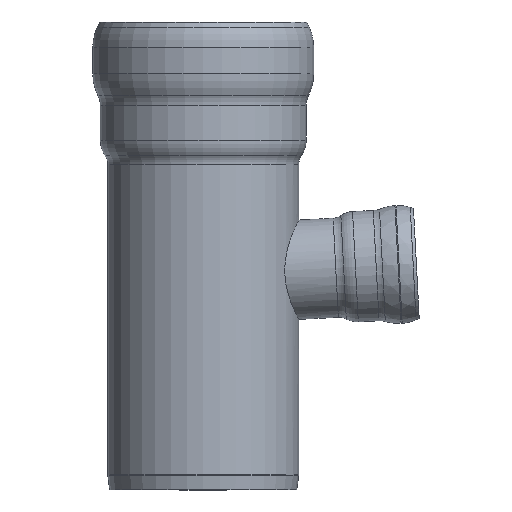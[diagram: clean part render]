
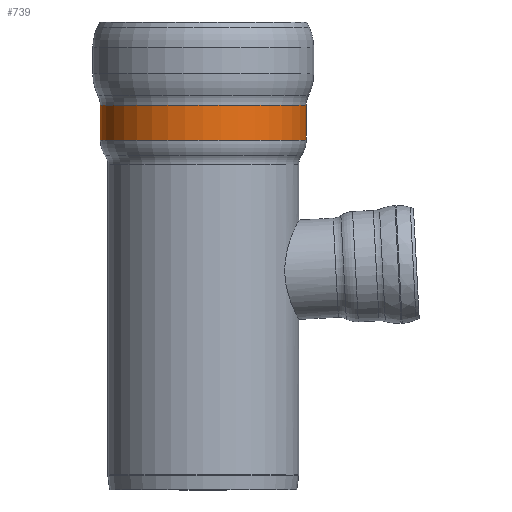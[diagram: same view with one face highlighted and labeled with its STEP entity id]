
A CAD part, front view. The second image highlights one B-rep face of the part: STEP entity #739.
In plain terms, the highlighted cylindrical face has radius 550 mm (diameter 1100 mm), a full revolution.
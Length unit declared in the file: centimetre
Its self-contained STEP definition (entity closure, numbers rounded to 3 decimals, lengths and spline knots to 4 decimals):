
#97=CIRCLE('',#884,55.);
#100=CIRCLE('',#887,55.);
#101=CIRCLE('',#889,55.);
#102=CIRCLE('',#890,55.);
#172=FACE_OUTER_BOUND('',#220,.T.);
#220=EDGE_LOOP('',(#571,#572,#573,#574,#575,#576));
#292=VERTEX_POINT('',#1996);
#293=VERTEX_POINT('',#1997);
#295=VERTEX_POINT('',#2004);
#296=VERTEX_POINT('',#2006);
#390=EDGE_CURVE('',#292,#293,#97,.T.);
#393=EDGE_CURVE('',#293,#292,#100,.T.);
#394=EDGE_CURVE('',#292,#295,#782,.T.);
#395=EDGE_CURVE('',#295,#296,#101,.T.);
#396=EDGE_CURVE('',#296,#295,#102,.T.);
#571=ORIENTED_EDGE('',*,*,#390,.F.);
#572=ORIENTED_EDGE('',*,*,#394,.T.);
#573=ORIENTED_EDGE('',*,*,#395,.T.);
#574=ORIENTED_EDGE('',*,*,#396,.T.);
#575=ORIENTED_EDGE('',*,*,#394,.F.);
#576=ORIENTED_EDGE('',*,*,#393,.F.);
#710=CYLINDRICAL_SURFACE('',#888,55.);
#739=ADVANCED_FACE('',(#172),#710,.T.);
#782=LINE('',#2005,#808);
#808=VECTOR('',#1104,55.);
#884=AXIS2_PLACEMENT_3D('',#1998,#1094,#1095);
#887=AXIS2_PLACEMENT_3D('',#2002,#1100,#1101);
#888=AXIS2_PLACEMENT_3D('',#2003,#1102,#1103);
#889=AXIS2_PLACEMENT_3D('',#2007,#1105,#1106);
#890=AXIS2_PLACEMENT_3D('',#2008,#1107,#1108);
#1094=DIRECTION('center_axis',(0.,0.,1.));
#1095=DIRECTION('ref_axis',(1.,0.,0.));
#1100=DIRECTION('center_axis',(0.,0.,1.));
#1101=DIRECTION('ref_axis',(1.,0.,0.));
#1102=DIRECTION('center_axis',(0.,0.,1.));
#1103=DIRECTION('ref_axis',(1.,0.,0.));
#1104=DIRECTION('',(0.,0.,-1.));
#1105=DIRECTION('center_axis',(0.,0.,1.));
#1106=DIRECTION('ref_axis',(1.,0.,0.));
#1107=DIRECTION('center_axis',(0.,0.,1.));
#1108=DIRECTION('ref_axis',(1.,0.,0.));
#1996=CARTESIAN_POINT('',(-55.,0.,205.5));
#1997=CARTESIAN_POINT('',(0.,55.,205.5));
#1998=CARTESIAN_POINT('Origin',(0.,0.,205.5));
#2002=CARTESIAN_POINT('Origin',(0.,0.,205.5));
#2003=CARTESIAN_POINT('Origin',(0.,0.,196.2137));
#2004=CARTESIAN_POINT('',(-55.,0.,186.9275));
#2005=CARTESIAN_POINT('',(-55.,0.,196.2137));
#2006=CARTESIAN_POINT('',(0.,55.,186.9275));
#2007=CARTESIAN_POINT('Origin',(0.,0.,186.9275));
#2008=CARTESIAN_POINT('Origin',(0.,0.,186.9275));
